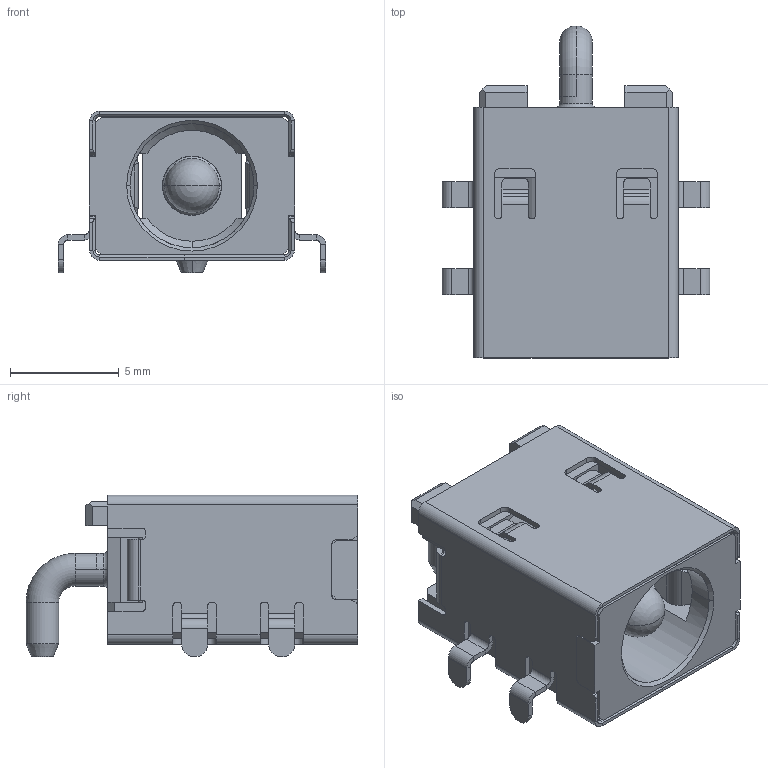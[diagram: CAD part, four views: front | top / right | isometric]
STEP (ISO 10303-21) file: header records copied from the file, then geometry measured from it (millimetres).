
FILE_DESCRIPTION (( 'STEP AP214' ), '1' );
FILE_NAME ('DC-IN-TH_DC-S007A-D020-15A.STEP', '2024-07-20T15:15:02', ( '' ), ( '' ), 'SwSTEP 2.0', 'SolidWorks 2020', '' );
FILE_SCHEMA (( 'AUTOMOTIVE_DESIGN' ));
Length unit declared in the file: millimetre
Products named in the file (1): DC-IN-TH_DC-S007A-D020-15A
Bounding box: 12.3 x 15.25 x 7.42 mm (x, y, z)
Volume: 424.6 mm3; surface area: 1709.6 mm2
Topology: 1 solids, 1 shells, 922 faces, 2521 edges, 1585 vertices
Faces by surface type: plane 535, cylinder 245, bspline 102, cone 34, torus 4, sphere 2
Entity records: 39993 total; most frequent: CARTESIAN_POINT 7059, ORIENTED_EDGE 5036, DIRECTION 4339, EDGE_CURVE 2518, LINE 1667, VECTOR 1667, VERTEX_POINT 1584, AXIS2_PLACEMENT_3D 1336
